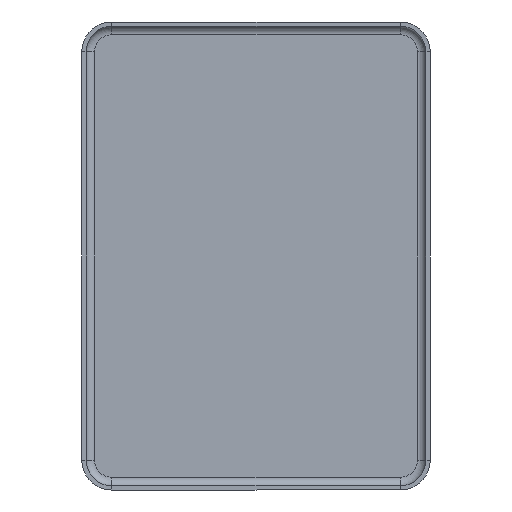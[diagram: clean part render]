
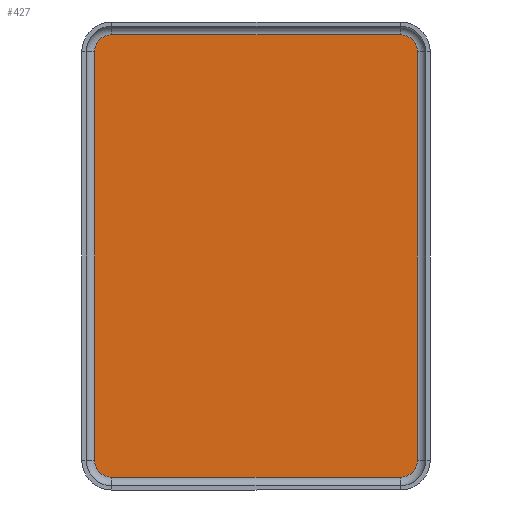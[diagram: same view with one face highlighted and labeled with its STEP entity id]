
A CAD part, front view. The second image highlights one B-rep face of the part: STEP entity #427.
In plain terms, the highlighted planar face has unit normal (0, -1, 0).
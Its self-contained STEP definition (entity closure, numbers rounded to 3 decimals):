
#4 = ORIENTED_EDGE ( 'NONE', *, *, #898, .F. ) ;
#22 = EDGE_CURVE ( 'NONE', #1134, #1172, #213, .T. ) ;
#35 = DIRECTION ( 'NONE',  ( 0., 1., 0. ) ) ;
#38 = VECTOR ( 'NONE', #241, 1000. ) ;
#49 = CARTESIAN_POINT ( 'NONE',  ( -16.9, -0.5, 23.9 ) ) ;
#58 = CARTESIAN_POINT ( 'NONE',  ( -16.9, -0.5, 25.9 ) ) ;
#113 = DIRECTION ( 'NONE',  ( -1., 0., 0. ) ) ;
#116 = VERTEX_POINT ( 'NONE', #791 ) ;
#119 = DIRECTION ( 'NONE',  ( 0., 0., 1. ) ) ;
#130 = EDGE_CURVE ( 'NONE', #116, #840, #146, .T. ) ;
#145 = CARTESIAN_POINT ( 'NONE',  ( 18.9, -0.5, -23.9 ) ) ;
#146 = LINE ( 'NONE', #166, #1085 ) ;
#159 = AXIS2_PLACEMENT_3D ( 'NONE', #181, #715, #721 ) ;
#166 = CARTESIAN_POINT ( 'NONE',  ( 18.9, -0.5, 23.9 ) ) ;
#181 = CARTESIAN_POINT ( 'NONE',  ( -16.9, -0.5, -23.9 ) ) ;
#208 = ORIENTED_EDGE ( 'NONE', *, *, #698, .F. ) ;
#213 = CIRCLE ( 'NONE', #302, 2. ) ;
#216 = LINE ( 'NONE', #781, #38 ) ;
#241 = DIRECTION ( 'NONE',  ( 1., 0., 0. ) ) ;
#251 = ORIENTED_EDGE ( 'NONE', *, *, #591, .F. ) ;
#259 = VERTEX_POINT ( 'NONE', #933 ) ;
#270 = ORIENTED_EDGE ( 'NONE', *, *, #130, .F. ) ;
#293 = EDGE_LOOP ( 'NONE', ( #4, #319, #1097, #208, #755, #678, #251, #270 ) ) ;
#302 = AXIS2_PLACEMENT_3D ( 'NONE', #49, #35, #1127 ) ;
#313 = CARTESIAN_POINT ( 'NONE',  ( 16.9, -0.5, -25.9 ) ) ;
#319 = ORIENTED_EDGE ( 'NONE', *, *, #873, .F. ) ;
#322 = LINE ( 'NONE', #568, #944 ) ;
#380 = EDGE_CURVE ( 'NONE', #805, #448, #980, .T. ) ;
#397 = CARTESIAN_POINT ( 'NONE',  ( 16.9, -0.5, -25.9 ) ) ;
#427 = ADVANCED_FACE ( 'NONE', ( #869 ), #811, .T. ) ;
#443 = DIRECTION ( 'NONE',  ( 0., 0., 1. ) ) ;
#448 = VERTEX_POINT ( 'NONE', #546 ) ;
#456 = DIRECTION ( 'NONE',  ( 0., 0., -1. ) ) ;
#507 = CARTESIAN_POINT ( 'NONE',  ( -16.9, -0.5, -25.9 ) ) ;
#527 = CARTESIAN_POINT ( 'NONE',  ( 16.9, -0.5, 23.9 ) ) ;
#546 = CARTESIAN_POINT ( 'NONE',  ( -18.9, -0.5, -23.9 ) ) ;
#551 = DIRECTION ( 'NONE',  ( 0., 0., 1. ) ) ;
#568 = CARTESIAN_POINT ( 'NONE',  ( -18.9, -0.5, -23.9 ) ) ;
#591 = EDGE_CURVE ( 'NONE', #840, #731, #662, .T. ) ;
#639 = EDGE_CURVE ( 'NONE', #731, #805, #1032, .T. ) ;
#643 = DIRECTION ( 'NONE',  ( 0., 1., 0. ) ) ;
#662 = CIRCLE ( 'NONE', #762, 2. ) ;
#678 = ORIENTED_EDGE ( 'NONE', *, *, #639, .F. ) ;
#698 = EDGE_CURVE ( 'NONE', #448, #1134, #322, .T. ) ;
#715 = DIRECTION ( 'NONE',  ( 0., 1., 0. ) ) ;
#721 = DIRECTION ( 'NONE',  ( 0., 0., 1. ) ) ;
#725 = CARTESIAN_POINT ( 'NONE',  ( 16.9, -0.5, 23.9 ) ) ;
#731 = VERTEX_POINT ( 'NONE', #397 ) ;
#755 = ORIENTED_EDGE ( 'NONE', *, *, #380, .F. ) ;
#762 = AXIS2_PLACEMENT_3D ( 'NONE', #1096, #643, #551 ) ;
#781 = CARTESIAN_POINT ( 'NONE',  ( -16.9, -0.5, 25.9 ) ) ;
#791 = CARTESIAN_POINT ( 'NONE',  ( 18.9, -0.5, 23.9 ) ) ;
#796 = VECTOR ( 'NONE', #113, 1000. ) ;
#805 = VERTEX_POINT ( 'NONE', #507 ) ;
#811 = PLANE ( 'NONE',  #905 ) ;
#840 = VERTEX_POINT ( 'NONE', #145 ) ;
#851 = AXIS2_PLACEMENT_3D ( 'NONE', #527, #986, #443 ) ;
#868 = CARTESIAN_POINT ( 'NONE',  ( -18.9, -0.5, 23.9 ) ) ;
#869 = FACE_OUTER_BOUND ( 'NONE', #293, .T. ) ;
#873 = EDGE_CURVE ( 'NONE', #1172, #259, #216, .T. ) ;
#898 = EDGE_CURVE ( 'NONE', #259, #116, #1130, .T. ) ;
#905 = AXIS2_PLACEMENT_3D ( 'NONE', #725, #1170, #456 ) ;
#933 = CARTESIAN_POINT ( 'NONE',  ( 16.9, -0.5, 25.9 ) ) ;
#944 = VECTOR ( 'NONE', #119, 1000. ) ;
#968 = DIRECTION ( 'NONE',  ( 0., 0., -1. ) ) ;
#980 = CIRCLE ( 'NONE', #159, 2. ) ;
#986 = DIRECTION ( 'NONE',  ( 0., 1., 0. ) ) ;
#1032 = LINE ( 'NONE', #313, #796 ) ;
#1085 = VECTOR ( 'NONE', #968, 1000. ) ;
#1096 = CARTESIAN_POINT ( 'NONE',  ( 16.9, -0.5, -23.9 ) ) ;
#1097 = ORIENTED_EDGE ( 'NONE', *, *, #22, .F. ) ;
#1127 = DIRECTION ( 'NONE',  ( 0., 0., 1. ) ) ;
#1130 = CIRCLE ( 'NONE', #851, 2. ) ;
#1134 = VERTEX_POINT ( 'NONE', #868 ) ;
#1170 = DIRECTION ( 'NONE',  ( 0., -1., 0. ) ) ;
#1172 = VERTEX_POINT ( 'NONE', #58 ) ;
